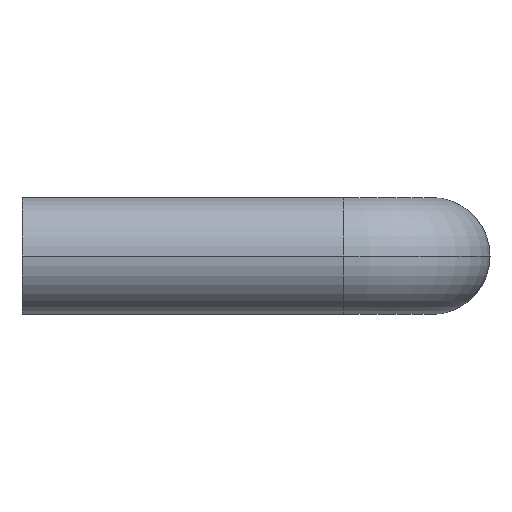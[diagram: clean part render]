
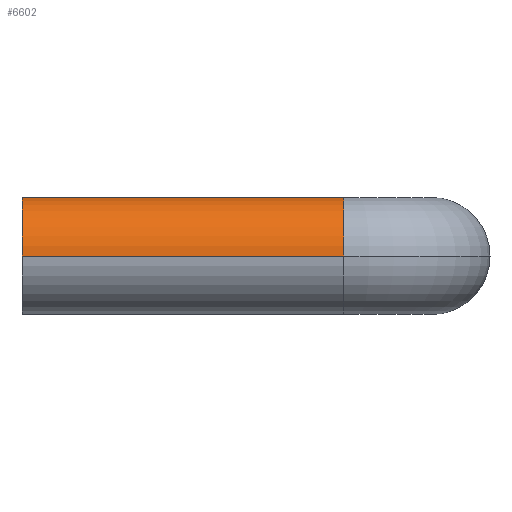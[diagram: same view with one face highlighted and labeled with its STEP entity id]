
A CAD part, left-side view. The second image highlights one B-rep face of the part: STEP entity #6602.
In plain terms, the highlighted cylindrical face has radius 3.969 mm (diameter 7.937 mm), a partial arc.
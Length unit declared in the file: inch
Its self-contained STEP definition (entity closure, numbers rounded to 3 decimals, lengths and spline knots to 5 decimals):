
#285 = EDGE_CURVE ( 'NONE', #6527, #1138, #8284, .T. ) ;
#310 = ORIENTED_EDGE ( 'NONE', *, *, #9206, .F. ) ;
#570 = DIRECTION ( 'NONE',  ( 0., 0., 1. ) ) ;
#866 = CARTESIAN_POINT ( 'NONE',  ( -2., 0.23438, 0. ) ) ;
#1138 = VERTEX_POINT ( 'NONE', #3332 ) ;
#1249 = CARTESIAN_POINT ( 'NONE',  ( -2., 0.23438, 0. ) ) ;
#1438 = CYLINDRICAL_SURFACE ( 'NONE', #5745, 0.15625 ) ;
#1872 = EDGE_CURVE ( 'NONE', #4752, #1138, #3995, .T. ) ;
#2260 = LINE ( 'NONE', #4692, #4312 ) ;
#2300 = DIRECTION ( 'NONE',  ( 0., 0., 1. ) ) ;
#3007 = AXIS2_PLACEMENT_3D ( 'NONE', #866, #4614, #2300 ) ;
#3155 = DIRECTION ( 'NONE',  ( 0., 1., 0. ) ) ;
#3332 = CARTESIAN_POINT ( 'NONE',  ( -1.84375, 1.09375, 0. ) ) ;
#3385 = CARTESIAN_POINT ( 'NONE',  ( -2.15625, 0.23438, 0. ) ) ;
#3391 = VERTEX_POINT ( 'NONE', #3385 ) ;
#3995 = CIRCLE ( 'NONE', #7691, 0.15625 ) ;
#4311 = DIRECTION ( 'NONE',  ( 0., 1., 0. ) ) ;
#4312 = VECTOR ( 'NONE', #4631, 39.37008 ) ;
#4614 = DIRECTION ( 'NONE',  ( 0., 1., 0. ) ) ;
#4631 = DIRECTION ( 'NONE',  ( 0., 1., 0. ) ) ;
#4692 = CARTESIAN_POINT ( 'NONE',  ( -2.15625, 0.23437, 0. ) ) ;
#4720 = ORIENTED_EDGE ( 'NONE', *, *, #285, .T. ) ;
#4723 = VECTOR ( 'NONE', #3155, 39.37008 ) ;
#4752 = VERTEX_POINT ( 'NONE', #5351 ) ;
#4923 = EDGE_LOOP ( 'NONE', ( #6017, #4720, #6510, #310 ) ) ;
#5073 = CARTESIAN_POINT ( 'NONE',  ( -1.84375, 0.23438, 0. ) ) ;
#5351 = CARTESIAN_POINT ( 'NONE',  ( -2.15625, 1.09375, 0. ) ) ;
#5745 = AXIS2_PLACEMENT_3D ( 'NONE', #1249, #5918, #8214 ) ;
#5918 = DIRECTION ( 'NONE',  ( 0., 1., 0. ) ) ;
#6017 = ORIENTED_EDGE ( 'NONE', *, *, #7006, .T. ) ;
#6208 = CARTESIAN_POINT ( 'NONE',  ( -1.84375, 0.23438, 0. ) ) ;
#6456 = CIRCLE ( 'NONE', #3007, 0.15625 ) ;
#6510 = ORIENTED_EDGE ( 'NONE', *, *, #1872, .F. ) ;
#6527 = VERTEX_POINT ( 'NONE', #5073 ) ;
#6602 = ADVANCED_FACE ( 'NONE', ( #7886 ), #1438, .T. ) ;
#7006 = EDGE_CURVE ( 'NONE', #3391, #6527, #6456, .T. ) ;
#7691 = AXIS2_PLACEMENT_3D ( 'NONE', #9498, #4311, #570 ) ;
#7886 = FACE_OUTER_BOUND ( 'NONE', #4923, .T. ) ;
#8214 = DIRECTION ( 'NONE',  ( -1., 0., 0. ) ) ;
#8284 = LINE ( 'NONE', #6208, #4723 ) ;
#9206 = EDGE_CURVE ( 'NONE', #3391, #4752, #2260, .T. ) ;
#9498 = CARTESIAN_POINT ( 'NONE',  ( -2., 1.09375, 0. ) ) ;
